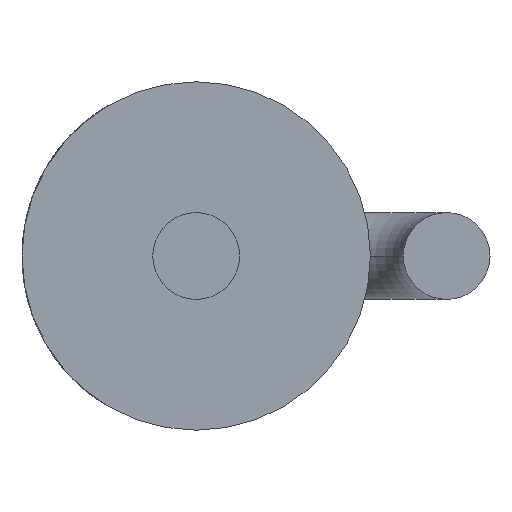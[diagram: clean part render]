
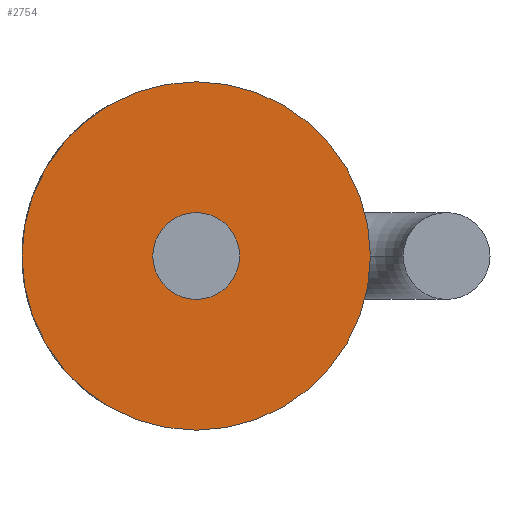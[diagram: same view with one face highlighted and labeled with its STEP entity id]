
A CAD part, front view. The second image highlights one B-rep face of the part: STEP entity #2754.
In plain terms, the highlighted planar face has unit normal (0, -1, 0).
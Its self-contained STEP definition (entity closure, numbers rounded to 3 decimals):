
#223 = VERTEX_POINT ( 'NONE', #2338 ) ;
#334 = DIRECTION ( 'NONE',  ( 0., 0., 1. ) ) ;
#348 = DIRECTION ( 'NONE',  ( 0., 0., 1. ) ) ;
#389 = DIRECTION ( 'NONE',  ( 0., 0., 1. ) ) ;
#480 = AXIS2_PLACEMENT_3D ( 'NONE', #3221, #4213, #348 ) ;
#547 = VERTEX_POINT ( 'NONE', #4401 ) ;
#591 = CARTESIAN_POINT ( 'NONE',  ( 0., 2., 0. ) ) ;
#598 = CARTESIAN_POINT ( 'NONE',  ( 0., 2., 0. ) ) ;
#668 = VERTEX_POINT ( 'NONE', #1705 ) ;
#1113 = DIRECTION ( 'NONE',  ( 0., 1., 0. ) ) ;
#1306 = AXIS2_PLACEMENT_3D ( 'NONE', #1370, #2140, #334 ) ;
#1322 = EDGE_LOOP ( 'NONE', ( #3416, #3851 ) ) ;
#1370 = CARTESIAN_POINT ( 'NONE',  ( 0., 2., 0. ) ) ;
#1372 = VERTEX_POINT ( 'NONE', #3249 ) ;
#1390 = FACE_OUTER_BOUND ( 'NONE', #1322, .T. ) ;
#1400 = DIRECTION ( 'NONE',  ( 0., -1., 0. ) ) ;
#1427 = CARTESIAN_POINT ( 'NONE',  ( 0., 2., 0. ) ) ;
#1513 = AXIS2_PLACEMENT_3D ( 'NONE', #598, #1400, #2077 ) ;
#1705 = CARTESIAN_POINT ( 'NONE',  ( 0.66, 2., 0. ) ) ;
#1729 = EDGE_LOOP ( 'NONE', ( #3443, #2749 ) ) ;
#1886 = CIRCLE ( 'NONE', #2052, 2.65 ) ;
#2052 = AXIS2_PLACEMENT_3D ( 'NONE', #591, #3027, #3078 ) ;
#2077 = DIRECTION ( 'NONE',  ( 0., 0., 1. ) ) ;
#2140 = DIRECTION ( 'NONE',  ( 0., 1., 0. ) ) ;
#2338 = CARTESIAN_POINT ( 'NONE',  ( -0.66, 2., 0. ) ) ;
#2360 = CIRCLE ( 'NONE', #480, 0.66 ) ;
#2749 = ORIENTED_EDGE ( 'NONE', *, *, #3433, .F. ) ;
#2754 = ADVANCED_FACE ( 'NONE', ( #3828, #1390 ), #4198, .F. ) ;
#2773 = EDGE_CURVE ( 'NONE', #668, #223, #2360, .T. ) ;
#3027 = DIRECTION ( 'NONE',  ( 0., 1., 0. ) ) ;
#3063 = CIRCLE ( 'NONE', #1513, 0.66 ) ;
#3078 = DIRECTION ( 'NONE',  ( 0., 0., 1. ) ) ;
#3221 = CARTESIAN_POINT ( 'NONE',  ( 0., 2., 0. ) ) ;
#3249 = CARTESIAN_POINT ( 'NONE',  ( 0., 2., -2.65 ) ) ;
#3416 = ORIENTED_EDGE ( 'NONE', *, *, #4505, .F. ) ;
#3433 = EDGE_CURVE ( 'NONE', #223, #668, #3063, .T. ) ;
#3443 = ORIENTED_EDGE ( 'NONE', *, *, #2773, .F. ) ;
#3512 = CIRCLE ( 'NONE', #1306, 2.65 ) ;
#3828 = FACE_BOUND ( 'NONE', #1729, .T. ) ;
#3851 = ORIENTED_EDGE ( 'NONE', *, *, #4381, .F. ) ;
#3880 = AXIS2_PLACEMENT_3D ( 'NONE', #1427, #1113, #389 ) ;
#4198 = PLANE ( 'NONE',  #3880 ) ;
#4213 = DIRECTION ( 'NONE',  ( 0., -1., 0. ) ) ;
#4381 = EDGE_CURVE ( 'NONE', #547, #1372, #1886, .T. ) ;
#4401 = CARTESIAN_POINT ( 'NONE',  ( 0., 2., 2.65 ) ) ;
#4505 = EDGE_CURVE ( 'NONE', #1372, #547, #3512, .T. ) ;
